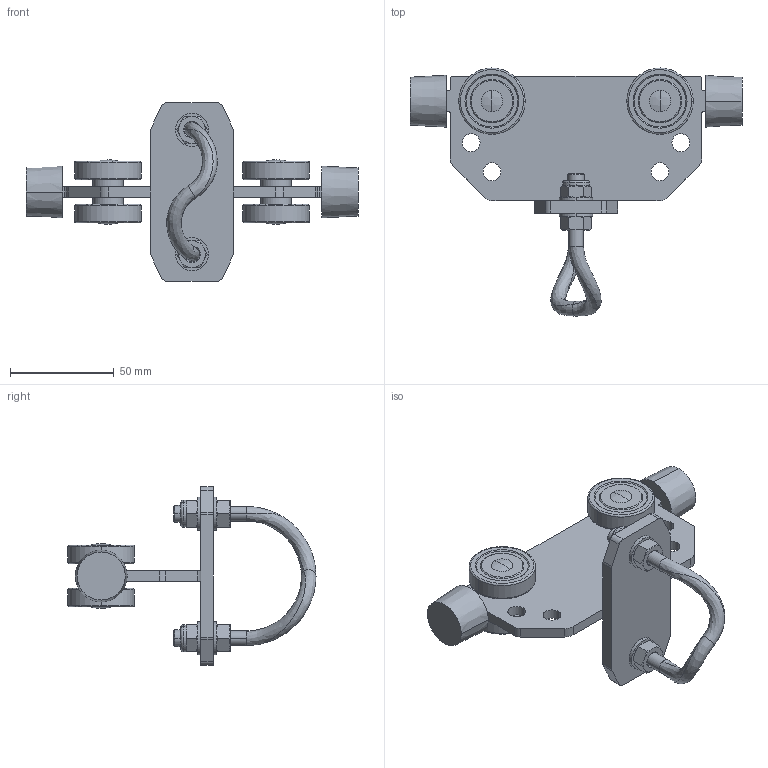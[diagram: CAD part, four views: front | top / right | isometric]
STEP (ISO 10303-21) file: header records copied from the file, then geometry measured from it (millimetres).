
FILE_DESCRIPTION (( 'STEP AP214' ), '1' );
FILE_NAME ('0020711.step', '2023-03-10T08:53:04', ( '' ), ( '' ), 'SwSTEP 2.0', 'SolidWorks 2020', '' );
FILE_SCHEMA (( 'AUTOMOTIVE_DESIGN' ));
Length unit declared in the file: millimetre
Products named in the file (1): 0020711
Bounding box: 160 x 119.55 x 86 mm (x, y, z)
Volume: 109453.4 mm3; surface area: 43575.5 mm2
Topology: 1 solids, 7 shells, 382 faces, 867 edges, 545 vertices
Faces by surface type: cone 119, cylinder 117, plane 114, bspline 32
Entity records: 15742 total; most frequent: CARTESIAN_POINT 4102, DIRECTION 1867, ORIENTED_EDGE 1734, EDGE_CURVE 867, AXIS2_PLACEMENT_3D 780, VERTEX_POINT 545, EDGE_LOOP 450, CIRCLE 429
